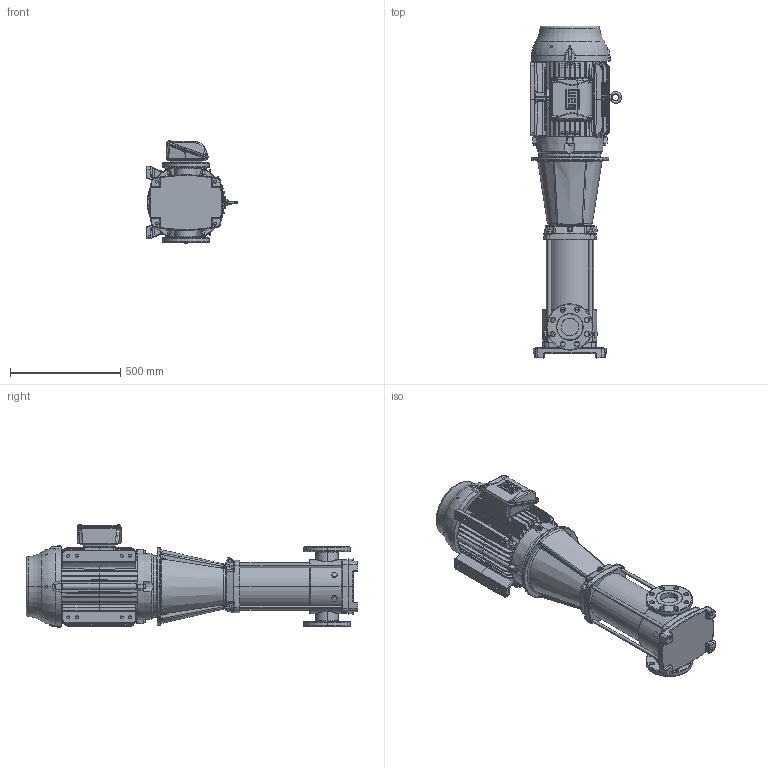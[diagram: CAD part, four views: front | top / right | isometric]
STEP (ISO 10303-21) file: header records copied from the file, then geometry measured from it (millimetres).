
FILE_DESCRIPTION (( 'STEP AP203' ), '1' );
FILE_NAME ('3350122 - MVI-225-4_1-30 HP-286TSC-304-E-575~3.step', '2022-03-31T14:52:32', ( '' ), ( '' ), 'SwSTEP 2.0', 'SolidWorks 2021', '' );
FILE_SCHEMA (( 'CONFIG_CONTROL_DESIGN' ));
Length unit declared in the file: inch
Products named in the file (5): sbi_n_45-4_1_flange(NEMA); 2700107 - NEMA V2 30 HP 284_6TSC 575~3 TEFC W; MVI PEO - [304-EPDM]_3304122 - MVI-225-4_1-30 HP-286TSC-304-E-S; TEFC MOTOR_2700107 - NEMA V2 30 HP 284_6TSC 575~3 TEFC W; 3350122 - MVI-225-4_1-30 HP-286TSC-304-E-575~3
Assembly tree (4 placements, depth 3):
  3350122 - MVI-225-4_1-30 HP-286TSC-304-E-575~3
    MVI PEO - [304-EPDM]_3304122 - MVI-225-4_1-30 HP-286TSC-304-E-S
      sbi_n_45-4_1_flange(NEMA)
    TEFC MOTOR_2700107 - NEMA V2 30 HP 284_6TSC 575~3 TEFC W
      2700107 - NEMA V2 30 HP 284_6TSC 575~3 TEFC W
Bounding box: 410.76 x 1502.1 x 466.9 mm (x, y, z)
Volume: 94499975.2 mm3; surface area: 3366189.4 mm2
Topology: 20 solids, 22 shells, 3267 faces, 8247 edges, 5109 vertices
Faces by surface type: cylinder 994, plane 981, bspline 967, cone 254, torus 53, sphere 18
Entity records: 168130 total; most frequent: CARTESIAN_POINT 98386, ORIENTED_EDGE 16412, DIRECTION 11944, EDGE_CURVE 8206, VERTEX_POINT 5106, AXIS2_PLACEMENT_3D 4695, EDGE_LOOP 3468, ADVANCED_FACE 3267
